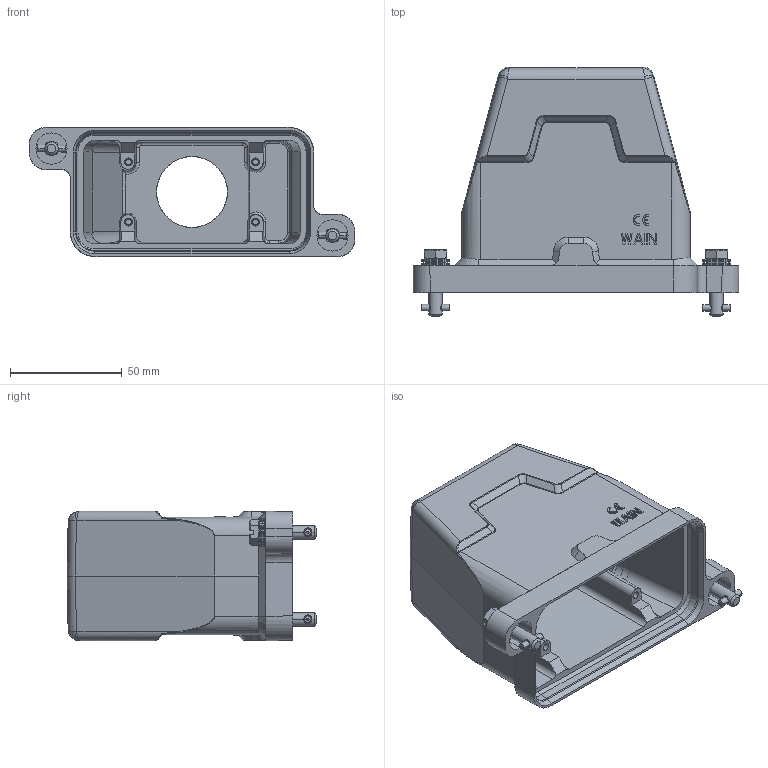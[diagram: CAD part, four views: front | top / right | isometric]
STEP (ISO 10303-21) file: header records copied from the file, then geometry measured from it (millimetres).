
FILE_DESCRIPTION(/* description */ (''),/* implementation_level */ '2;1');
FILE_NAME(/* name */ '3D_1136104405012_HP10B_H-TEH-2T-PG29_V1.1.STP',/* time_stamp */ '2024-01-17T18:59:44+08:00',/* author */ (''),/* organization */ (''),/* preprocessor_version */ 'ST-DEVELOPER v18.1',/* originating_system */ 'SIEMENS PLM Software NX 1980',/* authorisation */ '');
FILE_SCHEMA (('AP203_CONFIGURATION_CONTROLLED_3D_DESIGN_OF_MECHANICAL_PARTS_AND_ASSEMBLIES_MIM_LF { 1 0 10303 403 2 1 2}'));
Length unit declared in the file: millimetre
Products named in the file (1): temp1
Bounding box: 146 x 111.95 x 58 mm (x, y, z)
Volume: 182970.2 mm3; surface area: 70094.1 mm2
Topology: 3 solids, 7 shells, 762 faces, 1998 edges, 1277 vertices
Faces by surface type: plane 384, cylinder 202, cone 66, bspline 64, torus 38, sphere 8
Entity records: 31297 total; most frequent: CARTESIAN_POINT 14061, ORIENTED_EDGE 3996, DIRECTION 2898, EDGE_CURVE 1998, VERTEX_POINT 1277, LINE 972, VECTOR 972, AXIS2_PLACEMENT_3D 963
